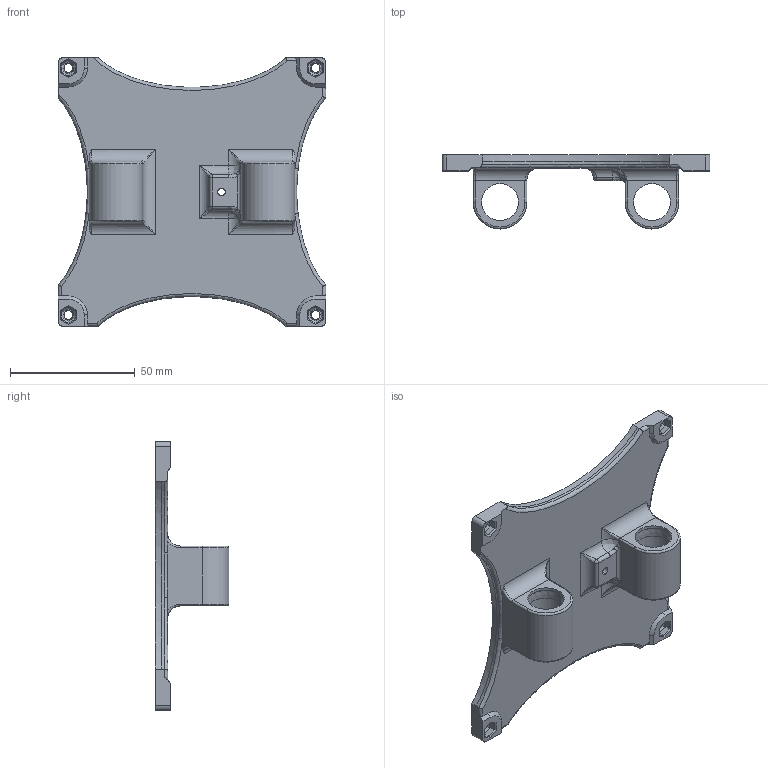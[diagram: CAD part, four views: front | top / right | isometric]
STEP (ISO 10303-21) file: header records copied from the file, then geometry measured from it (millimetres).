
FILE_DESCRIPTION (( 'STEP AP214' ), '1' );
FILE_NAME ('Bed.STEP', '2021-11-04T21:03:49', ( '' ), ( '' ), 'SwSTEP 2.0', 'SolidWorks 2021', '' );
FILE_SCHEMA (( 'AUTOMOTIVE_DESIGN' ));
Length unit declared in the file: inch
Products named in the file (1): Bed
Bounding box: 107.47 x 29.63 x 107.7 mm (x, y, z)
Volume: 61310.3 mm3; surface area: 25911.3 mm2
Topology: 1 solids, 1 shells, 334 faces, 811 edges, 478 vertices
Faces by surface type: plane 174, bspline 68, cylinder 52, torus 20, cone 18, sphere 2
Entity records: 13757 total; most frequent: CARTESIAN_POINT 6529, ORIENTED_EDGE 1598, DIRECTION 1309, EDGE_CURVE 799, VERTEX_POINT 478, VECTOR 473, LINE 473, AXIS2_PLACEMENT_3D 418
